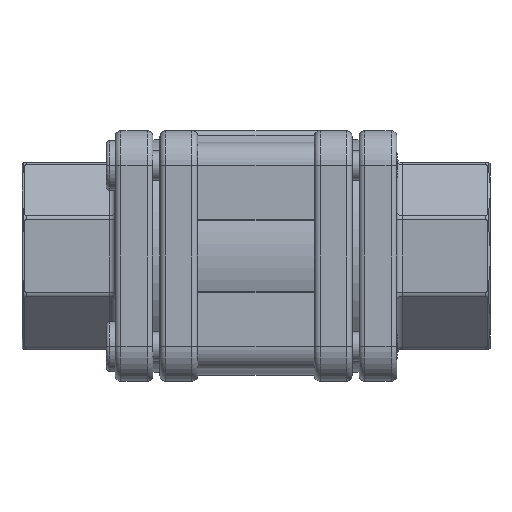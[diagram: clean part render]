
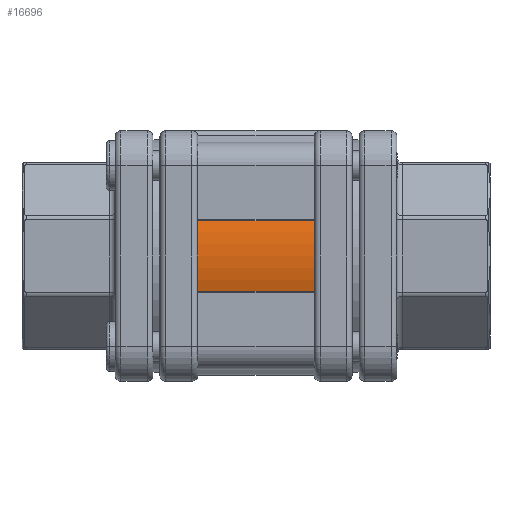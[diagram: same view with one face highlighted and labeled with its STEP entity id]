
A CAD part, front view. The second image highlights one B-rep face of the part: STEP entity #16696.
In plain terms, the highlighted cylindrical face has radius 20.5 mm (diameter 41 mm), a partial arc.
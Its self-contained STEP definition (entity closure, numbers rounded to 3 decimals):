
#4412=DIRECTION('',(-1.,0.,0.));
#4413=VECTOR('',#4412,20.);
#4414=CARTESIAN_POINT('',(10.,-19.594,-6.026));
#4415=LINE('',#4414,#4413);
#4416=CARTESIAN_POINT('',(-10.,0.,0.));
#4417=DIRECTION('',(1.,0.,0.));
#4418=DIRECTION('',(0.,-1.,0.));
#4419=AXIS2_PLACEMENT_3D('',#4416,#4417,#4418);
#4421=CARTESIAN_POINT('',(-10.,0.,0.));
#4422=DIRECTION('',(1.,0.,0.));
#4423=DIRECTION('',(0.,-0.956,0.294));
#4424=AXIS2_PLACEMENT_3D('',#4421,#4422,#4423);
#4426=DIRECTION('',(1.,0.,0.));
#4427=VECTOR('',#4426,20.);
#4428=CARTESIAN_POINT('',(-10.,-19.594,6.026));
#4429=LINE('',#4428,#4427);
#4430=CARTESIAN_POINT('',(10.,0.,0.));
#4431=DIRECTION('',(1.,0.,0.));
#4432=DIRECTION('',(0.,-0.956,0.294));
#4433=AXIS2_PLACEMENT_3D('',#4430,#4431,#4432);
#4435=CARTESIAN_POINT('',(10.,0.,0.));
#4436=DIRECTION('',(1.,0.,0.));
#4437=DIRECTION('',(0.,-1.,0.));
#4438=AXIS2_PLACEMENT_3D('',#4435,#4436,#4437);
#9372=CARTESIAN_POINT('',(-10.,-20.5,0.));
#9373=VERTEX_POINT('',#9372);
#9374=CARTESIAN_POINT('',(10.,-20.5,0.));
#9375=VERTEX_POINT('',#9374);
#9764=CARTESIAN_POINT('',(10.,-19.594,-6.026));
#9765=CARTESIAN_POINT('',(-10.,-19.594,-6.026));
#9766=VERTEX_POINT('',#9764);
#9767=VERTEX_POINT('',#9765);
#9772=CARTESIAN_POINT('',(-10.,-19.594,6.026));
#9773=CARTESIAN_POINT('',(10.,-19.594,6.026));
#9774=VERTEX_POINT('',#9772);
#9775=VERTEX_POINT('',#9773);
#16681=CARTESIAN_POINT('',(-10.,0.,0.));
#16682=DIRECTION('',(1.,0.,0.));
#16683=DIRECTION('',(0.,0.,1.));
#16684=AXIS2_PLACEMENT_3D('',#16681,#16682,#16683);
#16685=CYLINDRICAL_SURFACE('',#16684,20.5);
#16687=ORIENTED_EDGE('',*,*,#16686,.T.);
#16688=ORIENTED_EDGE('',*,*,#16579,.F.);
#16689=ORIENTED_EDGE('',*,*,#16591,.F.);
#16691=ORIENTED_EDGE('',*,*,#16690,.T.);
#16692=ORIENTED_EDGE('',*,*,#15955,.T.);
#16693=ORIENTED_EDGE('',*,*,#15913,.T.);
#16694=EDGE_LOOP('',(#16687,#16688,#16689,#16691,#16692,#16693));
#16695=FACE_OUTER_BOUND('',#16694,.F.);
#16696=ADVANCED_FACE('',(#16695),#16685,.T.);
#4420=CIRCLE('',#4419,20.5);
#4425=CIRCLE('',#4424,20.5);
#4434=CIRCLE('',#4433,20.5);
#4439=CIRCLE('',#4438,20.5);
#15913=EDGE_CURVE('',#9375,#9766,#4439,.T.);
#15955=EDGE_CURVE('',#9775,#9375,#4434,.T.);
#16579=EDGE_CURVE('',#9373,#9767,#4420,.T.);
#16591=EDGE_CURVE('',#9774,#9373,#4425,.T.);
#16686=EDGE_CURVE('',#9766,#9767,#4415,.T.);
#16690=EDGE_CURVE('',#9774,#9775,#4429,.T.);
